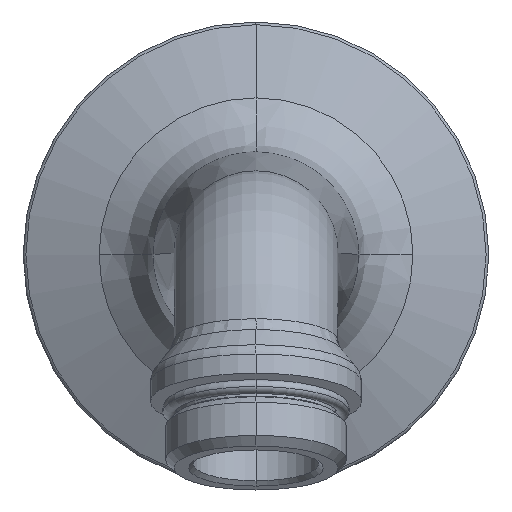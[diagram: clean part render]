
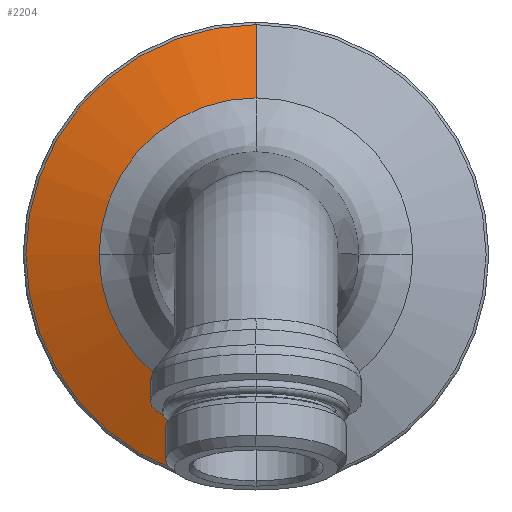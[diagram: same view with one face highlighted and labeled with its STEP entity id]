
A CAD part, top view. The second image highlights one B-rep face of the part: STEP entity #2204.
In plain terms, the highlighted conical face has half-angle 68.199 degrees and reference radius 22.44 mm.
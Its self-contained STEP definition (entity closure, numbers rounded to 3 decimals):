
#532=CARTESIAN_POINT('',(0.,0.,-5.874));
#533=DIRECTION('',(0.,0.,-1.));
#534=DIRECTION('',(0.,-1.,0.));
#535=AXIS2_PLACEMENT_3D('',#532,#533,#534);
#537=CARTESIAN_POINT('',(0.,0.,-2.478));
#538=DIRECTION('',(0.,0.,-1.));
#539=DIRECTION('',(-1.,0.,0.));
#540=AXIS2_PLACEMENT_3D('',#537,#538,#539);
#542=CARTESIAN_POINT('',(0.,0.,-2.478));
#543=DIRECTION('',(0.,0.,-1.));
#544=DIRECTION('',(0.,-1.,0.));
#545=AXIS2_PLACEMENT_3D('',#542,#543,#544);
#552=DIRECTION('',(0.,-0.928,-0.371));
#553=VECTOR('',#552,9.144);
#554=CARTESIAN_POINT('',(0.,-18.196,
-2.478));
#555=LINE('',#554,#553);
#566=DIRECTION('',(0.,0.928,-0.371));
#567=VECTOR('',#566,9.144);
#568=CARTESIAN_POINT('',(0.,18.196,
-2.478));
#569=LINE('',#568,#567);
#648=CARTESIAN_POINT('',(0.,18.195,-2.478));
#650=VERTEX_POINT('',#648);
#653=CARTESIAN_POINT('',(0.,-18.195,-2.478));
#654=VERTEX_POINT('',#653);
#656=CARTESIAN_POINT('',(-18.195,0.,-2.478));
#657=VERTEX_POINT('',#656);
#670=CARTESIAN_POINT('',(0.,-26.686,-5.874));
#671=CARTESIAN_POINT('',(0.,26.686,-5.874));
#672=VERTEX_POINT('',#670);
#673=VERTEX_POINT('',#671);
#2188=CARTESIAN_POINT('',(0.,0.,-4.176));
#2189=DIRECTION('',(0.,0.,-1.));
#2190=DIRECTION('',(0.,1.,0.));
#2191=AXIS2_PLACEMENT_3D('',#2188,#2189,#2190);
#2192=CONICAL_SURFACE('',#2191,22.44,68.199);
#2193=ORIENTED_EDGE('',*,*,#2156,.T.);
#2195=ORIENTED_EDGE('',*,*,#2194,.F.);
#2197=ORIENTED_EDGE('',*,*,#2196,.F.);
#2199=ORIENTED_EDGE('',*,*,#2198,.F.);
#2201=ORIENTED_EDGE('',*,*,#2200,.T.);
#2202=EDGE_LOOP('',(#2193,#2195,#2197,#2199,#2201));
#2203=FACE_OUTER_BOUND('',#2202,.F.);
#2204=ADVANCED_FACE('',(#2203),#2192,.T.);
#536=CIRCLE('',#535,26.686);
#541=CIRCLE('',#540,18.195);
#546=CIRCLE('',#545,18.195);
#2156=EDGE_CURVE('',#672,#673,#536,.T.);
#2194=EDGE_CURVE('',#650,#673,#569,.T.);
#2196=EDGE_CURVE('',#657,#650,#541,.T.);
#2198=EDGE_CURVE('',#654,#657,#546,.T.);
#2200=EDGE_CURVE('',#654,#672,#555,.T.);
